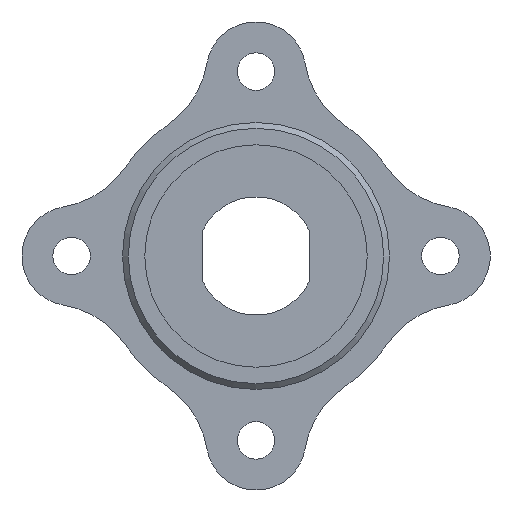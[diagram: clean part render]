
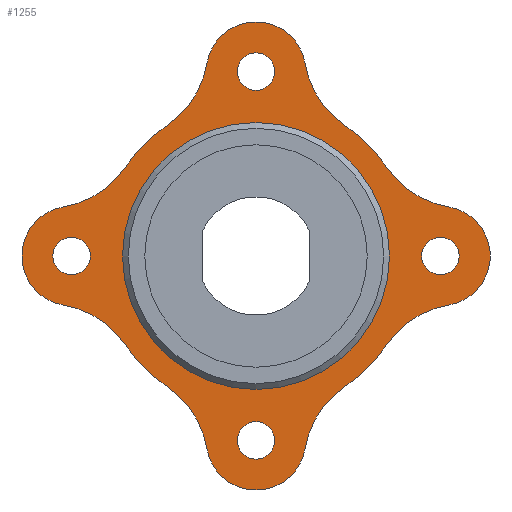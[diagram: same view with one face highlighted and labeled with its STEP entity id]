
A CAD part, front view. The second image highlights one B-rep face of the part: STEP entity #1255.
In plain terms, the highlighted planar face has unit normal (0, -1, 0).
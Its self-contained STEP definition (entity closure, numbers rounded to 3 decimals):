
#23=FACE_BOUND('',#194,.T.);
#24=FACE_BOUND('',#195,.T.);
#25=FACE_BOUND('',#196,.T.);
#26=FACE_BOUND('',#197,.T.);
#27=FACE_BOUND('',#198,.T.);
#33=PLANE('',#1392);
#113=FACE_OUTER_BOUND('',#193,.T.);
#193=EDGE_LOOP('',(#1020,#1021,#1022,#1023,#1024,#1025,#1026,#1027,#1028,
#1029,#1030,#1031,#1032,#1033,#1034,#1035));
#194=EDGE_LOOP('',(#1036));
#195=EDGE_LOOP('',(#1037));
#196=EDGE_LOOP('',(#1038));
#197=EDGE_LOOP('',(#1039));
#198=EDGE_LOOP('',(#1040));
#256=CIRCLE('',#1347,8.);
#257=CIRCLE('',#1349,4.25);
#258=CIRCLE('',#1351,8.);
#259=CIRCLE('',#1353,13.5);
#260=CIRCLE('',#1355,8.);
#261=CIRCLE('',#1357,4.25);
#262=CIRCLE('',#1359,8.);
#263=CIRCLE('',#1361,13.5);
#270=CIRCLE('',#1371,11.4);
#272=CIRCLE('',#1375,8.);
#273=CIRCLE('',#1377,4.25);
#274=CIRCLE('',#1379,8.);
#275=CIRCLE('',#1381,8.);
#276=CIRCLE('',#1383,4.25);
#277=CIRCLE('',#1385,8.);
#278=CIRCLE('',#1387,13.5);
#279=CIRCLE('',#1389,13.5);
#281=CIRCLE('',#1393,1.6);
#282=CIRCLE('',#1394,1.6);
#283=CIRCLE('',#1395,1.6);
#284=CIRCLE('',#1396,1.6);
#549=VERTEX_POINT('',#2944);
#550=VERTEX_POINT('',#2946);
#551=VERTEX_POINT('',#2950);
#552=VERTEX_POINT('',#2954);
#553=VERTEX_POINT('',#2958);
#554=VERTEX_POINT('',#2962);
#555=VERTEX_POINT('',#2966);
#556=VERTEX_POINT('',#2970);
#557=VERTEX_POINT('',#2974);
#564=VERTEX_POINT('',#2993);
#566=VERTEX_POINT('',#3000);
#567=VERTEX_POINT('',#3002);
#568=VERTEX_POINT('',#3006);
#569=VERTEX_POINT('',#3012);
#570=VERTEX_POINT('',#3014);
#571=VERTEX_POINT('',#3018);
#572=VERTEX_POINT('',#3022);
#574=VERTEX_POINT('',#3034);
#575=VERTEX_POINT('',#3036);
#576=VERTEX_POINT('',#3038);
#577=VERTEX_POINT('',#3040);
#702=EDGE_CURVE('',#549,#550,#256,.T.);
#705=EDGE_CURVE('',#549,#551,#257,.T.);
#707=EDGE_CURVE('',#552,#551,#258,.T.);
#709=EDGE_CURVE('',#552,#553,#259,.T.);
#711=EDGE_CURVE('',#554,#553,#260,.T.);
#713=EDGE_CURVE('',#554,#555,#261,.T.);
#715=EDGE_CURVE('',#556,#555,#262,.T.);
#717=EDGE_CURVE('',#556,#557,#263,.T.);
#726=EDGE_CURVE('',#564,#564,#270,.F.);
#729=EDGE_CURVE('',#566,#567,#272,.T.);
#731=EDGE_CURVE('',#568,#567,#273,.T.);
#733=EDGE_CURVE('',#568,#557,#274,.T.);
#735=EDGE_CURVE('',#569,#570,#275,.T.);
#737=EDGE_CURVE('',#571,#570,#276,.T.);
#739=EDGE_CURVE('',#571,#572,#277,.T.);
#741=EDGE_CURVE('',#566,#572,#278,.T.);
#742=EDGE_CURVE('',#569,#550,#279,.T.);
#745=EDGE_CURVE('',#574,#574,#281,.T.);
#746=EDGE_CURVE('',#575,#575,#282,.T.);
#747=EDGE_CURVE('',#576,#576,#283,.T.);
#748=EDGE_CURVE('',#577,#577,#284,.T.);
#1020=ORIENTED_EDGE('',*,*,#731,.T.);
#1021=ORIENTED_EDGE('',*,*,#729,.F.);
#1022=ORIENTED_EDGE('',*,*,#741,.T.);
#1023=ORIENTED_EDGE('',*,*,#739,.F.);
#1024=ORIENTED_EDGE('',*,*,#737,.T.);
#1025=ORIENTED_EDGE('',*,*,#735,.F.);
#1026=ORIENTED_EDGE('',*,*,#742,.T.);
#1027=ORIENTED_EDGE('',*,*,#702,.F.);
#1028=ORIENTED_EDGE('',*,*,#705,.T.);
#1029=ORIENTED_EDGE('',*,*,#707,.F.);
#1030=ORIENTED_EDGE('',*,*,#709,.T.);
#1031=ORIENTED_EDGE('',*,*,#711,.F.);
#1032=ORIENTED_EDGE('',*,*,#713,.T.);
#1033=ORIENTED_EDGE('',*,*,#715,.F.);
#1034=ORIENTED_EDGE('',*,*,#717,.T.);
#1035=ORIENTED_EDGE('',*,*,#733,.F.);
#1036=ORIENTED_EDGE('',*,*,#745,.T.);
#1037=ORIENTED_EDGE('',*,*,#746,.T.);
#1038=ORIENTED_EDGE('',*,*,#747,.T.);
#1039=ORIENTED_EDGE('',*,*,#748,.T.);
#1040=ORIENTED_EDGE('',*,*,#726,.T.);
#1255=ADVANCED_FACE('',(#113,#23,#24,#25,#26,#27),#33,.F.);
#1347=AXIS2_PLACEMENT_3D('',#2947,#1603,#1604);
#1349=AXIS2_PLACEMENT_3D('',#2952,#1609,#1610);
#1351=AXIS2_PLACEMENT_3D('',#2956,#1614,#1615);
#1353=AXIS2_PLACEMENT_3D('',#2960,#1619,#1620);
#1355=AXIS2_PLACEMENT_3D('',#2964,#1624,#1625);
#1357=AXIS2_PLACEMENT_3D('',#2968,#1629,#1630);
#1359=AXIS2_PLACEMENT_3D('',#2972,#1634,#1635);
#1361=AXIS2_PLACEMENT_3D('',#2976,#1639,#1640);
#1371=AXIS2_PLACEMENT_3D('',#2995,#1661,#1662);
#1375=AXIS2_PLACEMENT_3D('',#3003,#1670,#1671);
#1377=AXIS2_PLACEMENT_3D('',#3007,#1675,#1676);
#1379=AXIS2_PLACEMENT_3D('',#3010,#1680,#1681);
#1381=AXIS2_PLACEMENT_3D('',#3015,#1685,#1686);
#1383=AXIS2_PLACEMENT_3D('',#3019,#1690,#1691);
#1385=AXIS2_PLACEMENT_3D('',#3023,#1695,#1696);
#1387=AXIS2_PLACEMENT_3D('',#3026,#1700,#1701);
#1389=AXIS2_PLACEMENT_3D('',#3028,#1704,#1705);
#1392=AXIS2_PLACEMENT_3D('',#3033,#1711,#1712);
#1393=AXIS2_PLACEMENT_3D('',#3035,#1713,#1714);
#1394=AXIS2_PLACEMENT_3D('',#3037,#1715,#1716);
#1395=AXIS2_PLACEMENT_3D('',#3039,#1717,#1718);
#1396=AXIS2_PLACEMENT_3D('',#3041,#1719,#1720);
#1603=DIRECTION('center_axis',(0.,-1.,0.));
#1604=DIRECTION('ref_axis',(0.54,0.,-0.842));
#1609=DIRECTION('center_axis',(0.,-1.,0.));
#1610=DIRECTION('ref_axis',(0.,0.,1.));
#1614=DIRECTION('center_axis',(0.,-1.,0.));
#1615=DIRECTION('ref_axis',(0.54,0.,0.842));
#1619=DIRECTION('center_axis',(0.,-1.,0.));
#1620=DIRECTION('ref_axis',(1.,0.,0.));
#1624=DIRECTION('center_axis',(0.,-1.,0.));
#1625=DIRECTION('ref_axis',(0.842,0.,0.54));
#1629=DIRECTION('center_axis',(0.,-1.,0.));
#1630=DIRECTION('ref_axis',(-1.,0.,0.));
#1634=DIRECTION('center_axis',(0.,-1.,0.));
#1635=DIRECTION('ref_axis',(-0.842,0.,0.54));
#1639=DIRECTION('center_axis',(0.,-1.,0.));
#1640=DIRECTION('ref_axis',(1.,0.,0.));
#1661=DIRECTION('center_axis',(0.,-1.,0.));
#1662=DIRECTION('ref_axis',(1.,0.,0.));
#1670=DIRECTION('center_axis',(0.,-1.,0.));
#1671=DIRECTION('ref_axis',(-0.54,0.,-0.842));
#1675=DIRECTION('center_axis',(0.,-1.,0.));
#1676=DIRECTION('ref_axis',(1.,0.,0.));
#1680=DIRECTION('center_axis',(0.,-1.,0.));
#1681=DIRECTION('ref_axis',(-0.54,0.,0.842));
#1685=DIRECTION('center_axis',(0.,-1.,0.));
#1686=DIRECTION('ref_axis',(0.842,0.,-0.54));
#1690=DIRECTION('center_axis',(0.,-1.,0.));
#1691=DIRECTION('ref_axis',(1.,0.,0.));
#1695=DIRECTION('center_axis',(0.,-1.,0.));
#1696=DIRECTION('ref_axis',(-0.842,0.,-0.54));
#1700=DIRECTION('center_axis',(0.,-1.,0.));
#1701=DIRECTION('ref_axis',(1.,0.,0.));
#1704=DIRECTION('center_axis',(0.,-1.,0.));
#1705=DIRECTION('ref_axis',(1.,0.,0.));
#1711=DIRECTION('center_axis',(0.,1.,0.));
#1712=DIRECTION('ref_axis',(-1.,0.,0.));
#1713=DIRECTION('center_axis',(0.,1.,0.));
#1714=DIRECTION('ref_axis',(-1.,0.,0.));
#1715=DIRECTION('center_axis',(0.,1.,0.));
#1716=DIRECTION('ref_axis',(1.,0.,0.));
#1717=DIRECTION('center_axis',(0.,1.,0.));
#1718=DIRECTION('ref_axis',(1.,0.,0.));
#1719=DIRECTION('center_axis',(0.,1.,0.));
#1720=DIRECTION('ref_axis',(0.,0.,1.));
#2944=CARTESIAN_POINT('',(-39.306,132.369,-16.976));
#2946=CARTESIAN_POINT('',(-34.018,132.369,-13.582));
#2947=CARTESIAN_POINT('Origin',(-40.636,132.369,-9.087));
#2950=CARTESIAN_POINT('',(-39.306,132.369,-25.358));
#2952=CARTESIAN_POINT('Origin',(-38.6,132.369,-21.167));
#2954=CARTESIAN_POINT('',(-34.018,132.369,-28.752));
#2956=CARTESIAN_POINT('Origin',(-40.636,132.369,-33.246));
#2958=CARTESIAN_POINT('',(-30.435,132.369,-32.334));
#2960=CARTESIAN_POINT('Origin',(-22.85,132.369,-21.167));
#2962=CARTESIAN_POINT('',(-27.041,132.369,-37.623));
#2964=CARTESIAN_POINT('Origin',(-34.93,132.369,-38.952));
#2966=CARTESIAN_POINT('',(-18.659,132.369,-37.623));
#2968=CARTESIAN_POINT('Origin',(-22.85,132.369,-36.917));
#2970=CARTESIAN_POINT('',(-15.265,132.369,-32.334));
#2972=CARTESIAN_POINT('Origin',(-10.77,132.369,-38.952));
#2974=CARTESIAN_POINT('',(-11.682,132.369,-28.752));
#2976=CARTESIAN_POINT('Origin',(-22.85,132.369,-21.167));
#2993=CARTESIAN_POINT('',(-34.25,132.369,-21.167));
#2995=CARTESIAN_POINT('Origin',(-22.85,132.369,-21.167));
#3000=CARTESIAN_POINT('',(-11.682,132.369,-13.582));
#3002=CARTESIAN_POINT('',(-6.394,132.369,-16.976));
#3003=CARTESIAN_POINT('Origin',(-5.064,132.369,-9.087));
#3006=CARTESIAN_POINT('',(-6.394,132.369,-25.358));
#3007=CARTESIAN_POINT('Origin',(-7.1,132.369,-21.167));
#3010=CARTESIAN_POINT('Origin',(-5.064,132.369,-33.246));
#3012=CARTESIAN_POINT('',(-30.435,132.369,-9.999));
#3014=CARTESIAN_POINT('',(-27.041,132.369,-4.71));
#3015=CARTESIAN_POINT('Origin',(-34.93,132.369,-3.381));
#3018=CARTESIAN_POINT('',(-18.659,132.369,-4.71));
#3019=CARTESIAN_POINT('Origin',(-22.85,132.369,-5.417));
#3022=CARTESIAN_POINT('',(-15.265,132.369,-9.999));
#3023=CARTESIAN_POINT('Origin',(-10.77,132.369,-3.381));
#3026=CARTESIAN_POINT('Origin',(-22.85,132.369,-21.167));
#3028=CARTESIAN_POINT('Origin',(-22.85,132.369,-21.167));
#3033=CARTESIAN_POINT('Origin',(-22.85,132.369,-21.167));
#3034=CARTESIAN_POINT('',(-21.25,132.369,-36.917));
#3035=CARTESIAN_POINT('Origin',(-22.85,132.369,-36.917));
#3036=CARTESIAN_POINT('',(-8.7,132.369,-21.167));
#3037=CARTESIAN_POINT('Origin',(-7.1,132.369,-21.167));
#3038=CARTESIAN_POINT('',(-24.45,132.369,-5.417));
#3039=CARTESIAN_POINT('Origin',(-22.85,132.369,-5.417));
#3040=CARTESIAN_POINT('',(-38.6,132.369,-22.767));
#3041=CARTESIAN_POINT('Origin',(-38.6,132.369,-21.167));
